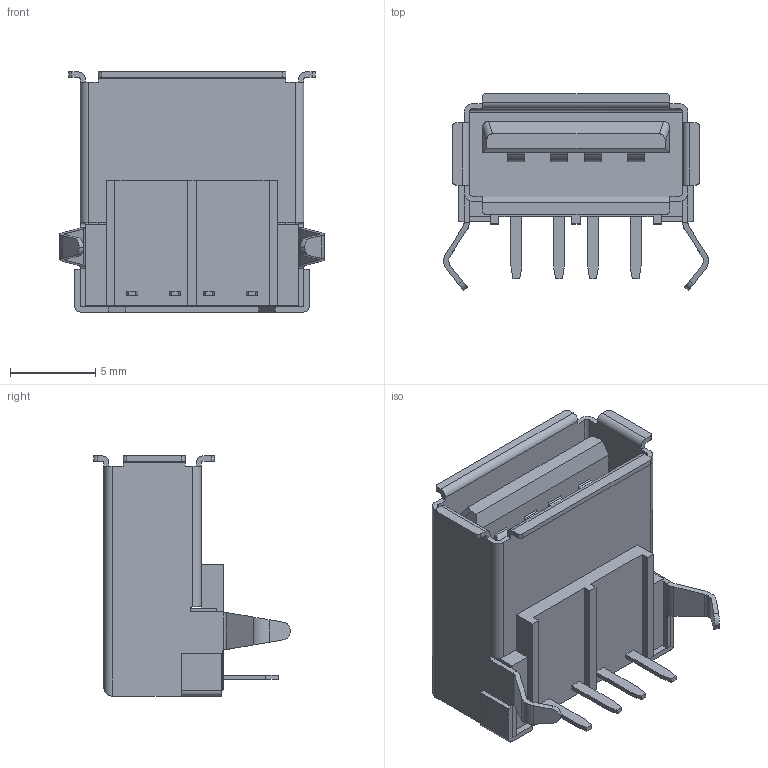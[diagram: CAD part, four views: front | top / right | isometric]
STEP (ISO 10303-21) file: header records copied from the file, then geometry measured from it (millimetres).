
FILE_DESCRIPTION (( 'STEP AP214' ), '1' );
FILE_NAME ('KUSBEX-ASFS1N-W_rB1.STEP', '2012-05-24T22:59:35', ( ' ' ), ( ' ' ), 'SwSTEP 2.0', 'SolidWorks 2007', '' );
FILE_SCHEMA (( 'AUTOMOTIVE_DESIGN' ));
Length unit declared in the file: millimetre
Products named in the file (1): KUSBEX-ASFS1N-W_rB1
Bounding box: 15.55 x 11.55 x 14.1 mm (x, y, z)
Volume: 731.7 mm3; surface area: 1616.4 mm2
Topology: 1 solids, 1 shells, 193 faces, 544 edges, 356 vertices
Faces by surface type: plane 139, cylinder 54
Entity records: 6796 total; most frequent: CARTESIAN_POINT 1258, ORIENTED_EDGE 1088, DIRECTION 954, EDGE_CURVE 544, VECTOR 430, LINE 430, VERTEX_POINT 356, AXIS2_PLACEMENT_3D 262
